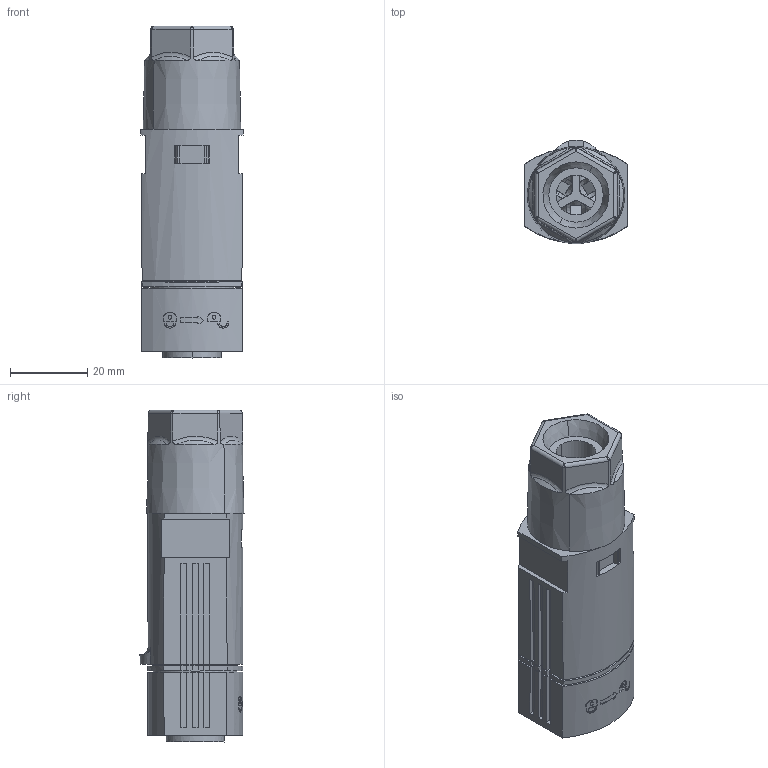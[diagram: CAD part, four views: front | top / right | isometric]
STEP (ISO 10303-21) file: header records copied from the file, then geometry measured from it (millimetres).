
FILE_DESCRIPTION(('Creo Elements/Direct Modeling STEP Export'),'2;1');
FILE_NAME('model.stp','2021-09-09T12:49:52',(''),(''),'Creo Elements/Direct Modeling STEP processor for AP214 (Solid Model)','Creo Elements/Direct Modeling 20.1D 10-Oct-2020 (C) Parametric Technology GmbH','');
FILE_SCHEMA(('AUTOMOTIVE_DESIGN { 1 0 10303 214 1 1 1 1 }'));
Length unit declared in the file: millimetre
Products named in the file (3): IPD_PL_3P2.5_M_BK_ASSY-SELECT; IPD_COVER_W26_BK-select; IPD_PL_3P2.5_M_BK-select
Assembly tree (2 placements, depth 2):
  IPD_PL_3P2.5_M_BK-select
    IPD_COVER_W26_BK-select
    IPD_PL_3P2.5_M_BK_ASSY-SELECT
Bounding box: 26.48 x 26.9 x 85.85 mm (x, y, z)
Volume: 33007.2 mm3; surface area: 19339.9 mm2
Topology: 2 solids, 2 shells, 452 faces, 1278 edges, 851 vertices
Faces by surface type: plane 296, cone 61, cylinder 57, torus 16, extrusion 16, bspline 6
Entity records: 26341 total; most frequent: CARTESIAN_POINT 11301, ORIENTED_EDGE 2556, DIRECTION 2027, EDGE_CURVE 1278, VERTEX_POINT 851, VECTOR 715, LINE 699, AXIS2_PLACEMENT_3D 656
